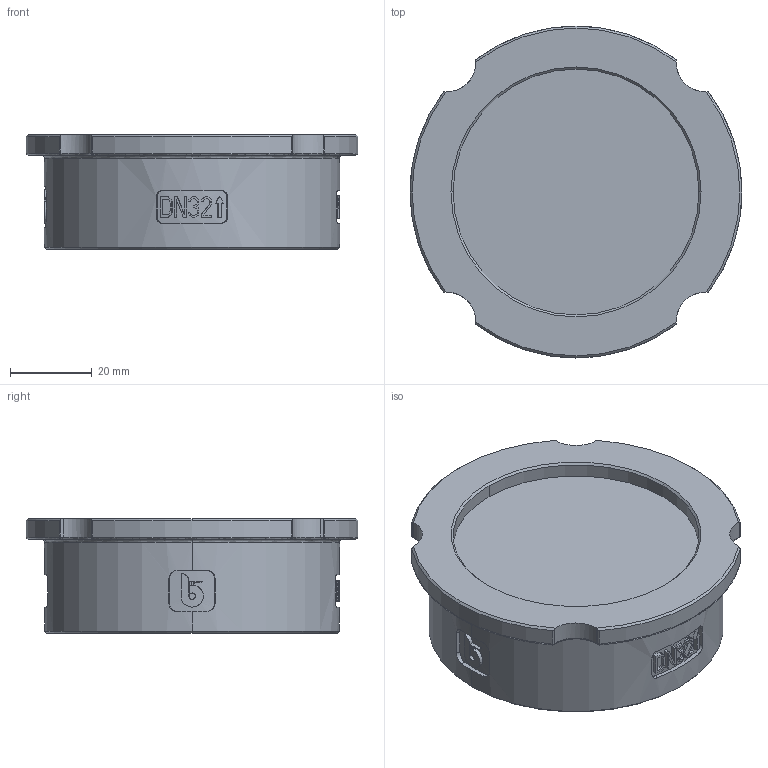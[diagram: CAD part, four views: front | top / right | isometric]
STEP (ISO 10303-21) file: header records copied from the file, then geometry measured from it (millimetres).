
FILE_DESCRIPTION (( 'STEP AP203' ), '1' );
FILE_NAME ('W6.DN032.STEP', '2009-07-03T06:58:34', ( ' ' ), ( '' ), 'SwSTEP 2.0', 'SolidWorks 2009', '' );
FILE_SCHEMA (( 'CONFIG_CONTROL_DESIGN' ));
Length unit declared in the file: millimetre
Products named in the file (1): W6.DN032
Bounding box: 81 x 81 x 28 mm (x, y, z)
Volume: 103677.6 mm3; surface area: 17878.9 mm2
Topology: 1 solids, 1 shells, 360 faces, 987 edges, 648 vertices
Faces by surface type: bspline 175, plane 109, cylinder 65, cone 11
Entity records: 15749 total; most frequent: CARTESIAN_POINT 7656, ORIENTED_EDGE 1974, DIRECTION 1171, EDGE_CURVE 987, VERTEX_POINT 648, LINE 417, VECTOR 417, EDGE_LOOP 379
